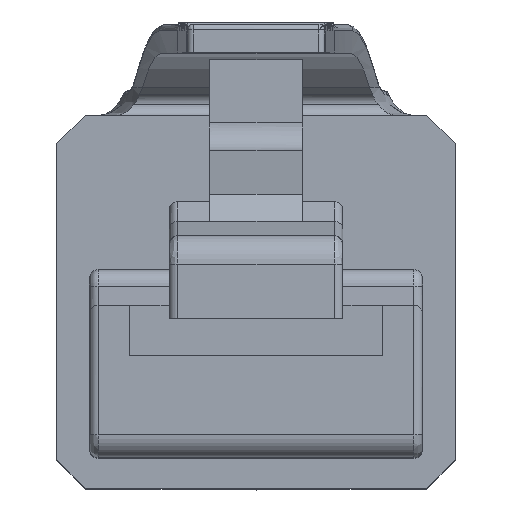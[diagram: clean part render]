
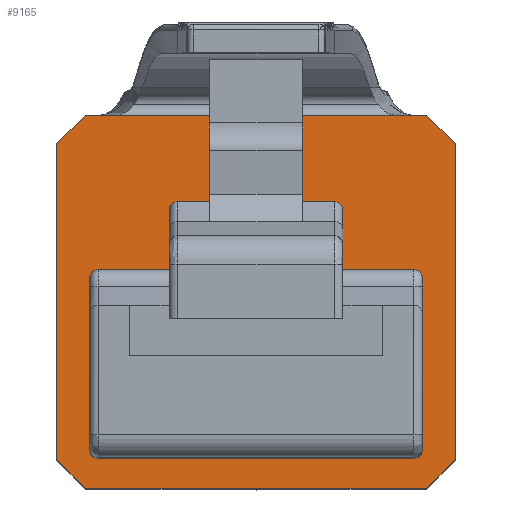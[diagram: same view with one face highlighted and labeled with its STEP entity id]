
A CAD part, top view. The second image highlights one B-rep face of the part: STEP entity #9165.
In plain terms, the highlighted planar face has unit normal (0, 0, 1).
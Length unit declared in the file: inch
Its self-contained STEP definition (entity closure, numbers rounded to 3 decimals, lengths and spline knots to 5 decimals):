
#19 = ORIENTED_EDGE ( 'NONE', *, *, #12163, .T. ) ;
#513 = VECTOR ( 'NONE', #5852, 39.37008 ) ;
#725 = VERTEX_POINT ( 'NONE', #12983 ) ;
#862 = EDGE_CURVE ( 'NONE', #2639, #11782, #15900, .T. ) ;
#966 = VERTEX_POINT ( 'NONE', #1564 ) ;
#1197 = LINE ( 'NONE', #17166, #1248 ) ;
#1248 = VECTOR ( 'NONE', #7100, 39.37008 ) ;
#1289 = CARTESIAN_POINT ( 'NONE',  ( 0.27559, -0.00197, -0.5315 ) ) ;
#1422 = DIRECTION ( 'NONE',  ( -1., 0., 0. ) ) ;
#1423 = AXIS2_PLACEMENT_3D ( 'NONE', #15804, #8533, #11711 ) ;
#1494 = AXIS2_PLACEMENT_3D ( 'NONE', #3858, #14313, #17485 ) ;
#1564 = CARTESIAN_POINT ( 'NONE',  ( 0.27559, 0.43504, -0.5315 ) ) ;
#1589 = VERTEX_POINT ( 'NONE', #5153 ) ;
#1608 = DIRECTION ( 'NONE',  ( -0.707, 0.707, 0. ) ) ;
#1841 = CIRCLE ( 'NONE', #11113, 0.01181 ) ;
#1997 = CARTESIAN_POINT ( 'NONE',  ( 0.23622, -0.04134, -0.5315 ) ) ;
#2037 = EDGE_LOOP ( 'NONE', ( #12885, #19, #5698, #15811, #13487, #5049, #15415, #13426 ) ) ;
#2177 = VECTOR ( 'NONE', #17889, 39.37008 ) ;
#2213 = VERTEX_POINT ( 'NONE', #4637 ) ;
#2294 = CARTESIAN_POINT ( 'NONE',  ( -0.23622, 0.47441, -0.5315 ) ) ;
#2605 = VERTEX_POINT ( 'NONE', #12522 ) ;
#2639 = VERTEX_POINT ( 'NONE', #1997 ) ;
#2775 = CARTESIAN_POINT ( 'NONE',  ( -0.25591, -0.02165, -0.5315 ) ) ;
#2864 = LINE ( 'NONE', #6032, #7970 ) ;
#3128 = ORIENTED_EDGE ( 'NONE', *, *, #11593, .T. ) ;
#3320 = VECTOR ( 'NONE', #12453, 39.37008 ) ;
#3437 = ORIENTED_EDGE ( 'NONE', *, *, #862, .F. ) ;
#3718 = LINE ( 'NONE', #9528, #8613 ) ;
#3816 = VERTEX_POINT ( 'NONE', #17946 ) ;
#3858 = CARTESIAN_POINT ( 'NONE',  ( 0.2185, 0.01181, -0.5315 ) ) ;
#4087 = ORIENTED_EDGE ( 'NONE', *, *, #9914, .T. ) ;
#4099 = CARTESIAN_POINT ( 'NONE',  ( 0.27559, 0.47441, -0.5315 ) ) ;
#4599 = VECTOR ( 'NONE', #13177, 39.37008 ) ;
#4637 = CARTESIAN_POINT ( 'NONE',  ( 0.2185, 0.25984, -0.5315 ) ) ;
#4736 = CARTESIAN_POINT ( 'NONE',  ( -0.27559, 0.47441, -0.5315 ) ) ;
#4738 = CARTESIAN_POINT ( 'NONE',  ( -0.23031, 0.01181, -0.5315 ) ) ;
#5049 = ORIENTED_EDGE ( 'NONE', *, *, #12066, .T. ) ;
#5153 = CARTESIAN_POINT ( 'NONE',  ( -0.23031, 0.24803, -0.5315 ) ) ;
#5192 = VERTEX_POINT ( 'NONE', #16392 ) ;
#5698 = ORIENTED_EDGE ( 'NONE', *, *, #12764, .F. ) ;
#5852 = DIRECTION ( 'NONE',  ( -1., 0., 0. ) ) ;
#5982 = DIRECTION ( 'NONE',  ( -1., 0., 0. ) ) ;
#6032 = CARTESIAN_POINT ( 'NONE',  ( -0.25591, 0.45472, -0.5315 ) ) ;
#6353 = VERTEX_POINT ( 'NONE', #18721 ) ;
#6424 = EDGE_CURVE ( 'NONE', #14532, #6353, #10134, .T. ) ;
#6575 = CARTESIAN_POINT ( 'NONE',  ( 0.2185, 0., -0.5315 ) ) ;
#6849 = CARTESIAN_POINT ( 'NONE',  ( -0.27559, -0.00197, -0.5315 ) ) ;
#6984 = DIRECTION ( 'NONE',  ( -1., 0., 0. ) ) ;
#7100 = DIRECTION ( 'NONE',  ( 0.707, -0.707, 0. ) ) ;
#7136 = FACE_BOUND ( 'NONE', #2037, .T. ) ;
#7281 = LINE ( 'NONE', #4099, #4599 ) ;
#7655 = VECTOR ( 'NONE', #18006, 39.37008 ) ;
#7839 = EDGE_CURVE ( 'NONE', #16771, #6353, #9780, .T. ) ;
#7970 = VECTOR ( 'NONE', #17657, 39.37008 ) ;
#8358 = DIRECTION ( 'NONE',  ( 0., 0., 1. ) ) ;
#8533 = DIRECTION ( 'NONE',  ( 0., 0., 1. ) ) ;
#8537 = ORIENTED_EDGE ( 'NONE', *, *, #14162, .F. ) ;
#8613 = VECTOR ( 'NONE', #16970, 39.37008 ) ;
#8734 = CARTESIAN_POINT ( 'NONE',  ( -0.27559, -0.04134, -0.5315 ) ) ;
#8740 = DIRECTION ( 'NONE',  ( 0., 1., 0. ) ) ;
#8780 = FACE_OUTER_BOUND ( 'NONE', #10146, .T. ) ;
#9123 = ORIENTED_EDGE ( 'NONE', *, *, #10548, .T. ) ;
#9165 = ADVANCED_FACE ( 'NONE', ( #7136, #8780 ), #13032, .T. ) ;
#9258 = VECTOR ( 'NONE', #8740, 39.37008 ) ;
#9528 = CARTESIAN_POINT ( 'NONE',  ( -0.27559, 0.47441, -0.5315 ) ) ;
#9556 = CIRCLE ( 'NONE', #18199, 0.01181 ) ;
#9780 = CIRCLE ( 'NONE', #1423, 0.01181 ) ;
#9825 = ORIENTED_EDGE ( 'NONE', *, *, #17288, .F. ) ;
#9914 = EDGE_CURVE ( 'NONE', #2639, #15857, #11306, .T. ) ;
#9996 = VERTEX_POINT ( 'NONE', #6849 ) ;
#10134 = LINE ( 'NONE', #16211, #513 ) ;
#10146 = EDGE_LOOP ( 'NONE', ( #3128, #9825, #18600, #8537, #9123, #15086, #3437, #4087 ) ) ;
#10548 = EDGE_CURVE ( 'NONE', #5192, #9996, #3718, .T. ) ;
#10818 = CARTESIAN_POINT ( 'NONE',  ( 0.23031, 0.01181, -0.5315 ) ) ;
#11021 = CARTESIAN_POINT ( 'NONE',  ( 0.23622, -0.04134, -0.5315 ) ) ;
#11028 = AXIS2_PLACEMENT_3D ( 'NONE', #16048, #11581, #14306 ) ;
#11052 = EDGE_CURVE ( 'NONE', #3816, #1589, #9556, .T. ) ;
#11113 = AXIS2_PLACEMENT_3D ( 'NONE', #19079, #8358, #18894 ) ;
#11225 = VERTEX_POINT ( 'NONE', #2294 ) ;
#11306 = LINE ( 'NONE', #11021, #3320 ) ;
#11581 = DIRECTION ( 'NONE',  ( 0., 0., 1. ) ) ;
#11593 = EDGE_CURVE ( 'NONE', #15857, #966, #7281, .T. ) ;
#11630 = CARTESIAN_POINT ( 'NONE',  ( -0.23031, 0.47441, -0.5315 ) ) ;
#11677 = DIRECTION ( 'NONE',  ( 0., 0., 1. ) ) ;
#11711 = DIRECTION ( 'NONE',  ( 1., 0., 0. ) ) ;
#11782 = VERTEX_POINT ( 'NONE', #12959 ) ;
#11988 = CARTESIAN_POINT ( 'NONE',  ( -0.27559, 0.25984, -0.5315 ) ) ;
#12066 = EDGE_CURVE ( 'NONE', #16771, #1589, #17631, .T. ) ;
#12099 = EDGE_CURVE ( 'NONE', #2605, #2213, #1841, .T. ) ;
#12163 = EDGE_CURVE ( 'NONE', #2605, #17390, #16556, .T. ) ;
#12453 = DIRECTION ( 'NONE',  ( 0.707, 0.707, 0. ) ) ;
#12480 = EDGE_CURVE ( 'NONE', #725, #11225, #17983, .T. ) ;
#12522 = CARTESIAN_POINT ( 'NONE',  ( 0.23031, 0.24803, -0.5315 ) ) ;
#12764 = EDGE_CURVE ( 'NONE', #14532, #17390, #18172, .T. ) ;
#12885 = ORIENTED_EDGE ( 'NONE', *, *, #12099, .F. ) ;
#12959 = CARTESIAN_POINT ( 'NONE',  ( -0.23622, -0.04134, -0.5315 ) ) ;
#12983 = CARTESIAN_POINT ( 'NONE',  ( 0.23622, 0.47441, -0.5315 ) ) ;
#13032 = PLANE ( 'NONE',  #11028 ) ;
#13177 = DIRECTION ( 'NONE',  ( 0., 1., 0. ) ) ;
#13426 = ORIENTED_EDGE ( 'NONE', *, *, #16795, .T. ) ;
#13487 = ORIENTED_EDGE ( 'NONE', *, *, #7839, .F. ) ;
#14162 = EDGE_CURVE ( 'NONE', #5192, #11225, #2864, .T. ) ;
#14306 = DIRECTION ( 'NONE',  ( 1., 0., 0. ) ) ;
#14313 = DIRECTION ( 'NONE',  ( 0., 0., 1. ) ) ;
#14395 = VECTOR ( 'NONE', #6984, 39.37008 ) ;
#14532 = VERTEX_POINT ( 'NONE', #6575 ) ;
#15086 = ORIENTED_EDGE ( 'NONE', *, *, #18564, .F. ) ;
#15114 = CARTESIAN_POINT ( 'NONE',  ( 0.23031, 0.47441, -0.5315 ) ) ;
#15415 = ORIENTED_EDGE ( 'NONE', *, *, #11052, .F. ) ;
#15804 = CARTESIAN_POINT ( 'NONE',  ( -0.2185, 0.01181, -0.5315 ) ) ;
#15811 = ORIENTED_EDGE ( 'NONE', *, *, #6424, .T. ) ;
#15857 = VERTEX_POINT ( 'NONE', #1289 ) ;
#15900 = LINE ( 'NONE', #8734, #14395 ) ;
#16048 = CARTESIAN_POINT ( 'NONE',  ( -0.27559, 0.47441, -0.5315 ) ) ;
#16211 = CARTESIAN_POINT ( 'NONE',  ( -0.27559, 0., -0.5315 ) ) ;
#16392 = CARTESIAN_POINT ( 'NONE',  ( -0.27559, 0.43504, -0.5315 ) ) ;
#16556 = LINE ( 'NONE', #15114, #7655 ) ;
#16771 = VERTEX_POINT ( 'NONE', #4738 ) ;
#16795 = EDGE_CURVE ( 'NONE', #3816, #2213, #18079, .T. ) ;
#16970 = DIRECTION ( 'NONE',  ( 0., -1., 0. ) ) ;
#17166 = CARTESIAN_POINT ( 'NONE',  ( 0.25591, 0.45472, -0.5315 ) ) ;
#17288 = EDGE_CURVE ( 'NONE', #725, #966, #1197, .T. ) ;
#17303 = CARTESIAN_POINT ( 'NONE',  ( -0.2185, 0.24803, -0.5315 ) ) ;
#17390 = VERTEX_POINT ( 'NONE', #10818 ) ;
#17485 = DIRECTION ( 'NONE',  ( 1., 0., 0. ) ) ;
#17623 = VECTOR ( 'NONE', #1608, 39.37008 ) ;
#17631 = LINE ( 'NONE', #11630, #9258 ) ;
#17657 = DIRECTION ( 'NONE',  ( 0.707, 0.707, 0. ) ) ;
#17889 = DIRECTION ( 'NONE',  ( 1., 0., 0. ) ) ;
#17946 = CARTESIAN_POINT ( 'NONE',  ( -0.2185, 0.25984, -0.5315 ) ) ;
#17983 = LINE ( 'NONE', #4736, #18524 ) ;
#18006 = DIRECTION ( 'NONE',  ( 0., -1., 0. ) ) ;
#18079 = LINE ( 'NONE', #11988, #2177 ) ;
#18172 = CIRCLE ( 'NONE', #1494, 0.01181 ) ;
#18199 = AXIS2_PLACEMENT_3D ( 'NONE', #17303, #11677, #1422 ) ;
#18524 = VECTOR ( 'NONE', #5982, 39.37008 ) ;
#18564 = EDGE_CURVE ( 'NONE', #11782, #9996, #18926, .T. ) ;
#18600 = ORIENTED_EDGE ( 'NONE', *, *, #12480, .T. ) ;
#18721 = CARTESIAN_POINT ( 'NONE',  ( -0.2185, 0., -0.5315 ) ) ;
#18894 = DIRECTION ( 'NONE',  ( -1., 0., 0. ) ) ;
#18926 = LINE ( 'NONE', #2775, #17623 ) ;
#19079 = CARTESIAN_POINT ( 'NONE',  ( 0.2185, 0.24803, -0.5315 ) ) ;
